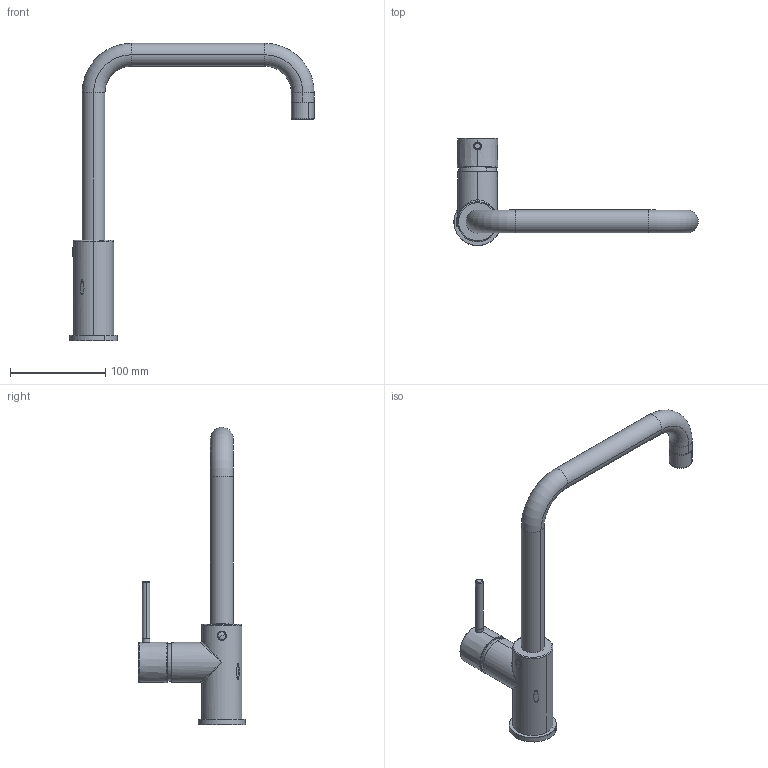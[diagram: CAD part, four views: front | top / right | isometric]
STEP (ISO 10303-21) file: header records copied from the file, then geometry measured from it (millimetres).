
FILE_DESCRIPTION(('CATIA V5 STEP Exchange'),'2;1');
FILE_NAME('CV002535.stp','2019-11-12T10:36:08+00:00',('none'),('none'),'Version 5-6 Release 2013','CATIA V5 STEP AP203','none');
FILE_SCHEMA(('CONFIG_CONTROL_DESIGN'));
Length unit declared in the file: millimetre
Products named in the file (1): CV002335
Bounding box: 256.99 x 112.78 x 312.7 mm (x, y, z)
Volume: 295331.1 mm3; surface area: 101768.7 mm2
Topology: 4 solids, 5 shells, 478 faces, 1532 edges, 992 vertices
Faces by surface type: plane 204, cylinder 151, cone 85, torus 22, bspline 10, sphere 4, revolution 2
Entity records: 17035 total; most frequent: CARTESIAN_POINT 4941, ORIENTED_EDGE 3048, DIRECTION 1704, EDGE_CURVE 1524, VERTEX_POINT 992, AXIS2_PLACEMENT_3D 838, VECTOR 675, LINE 675
